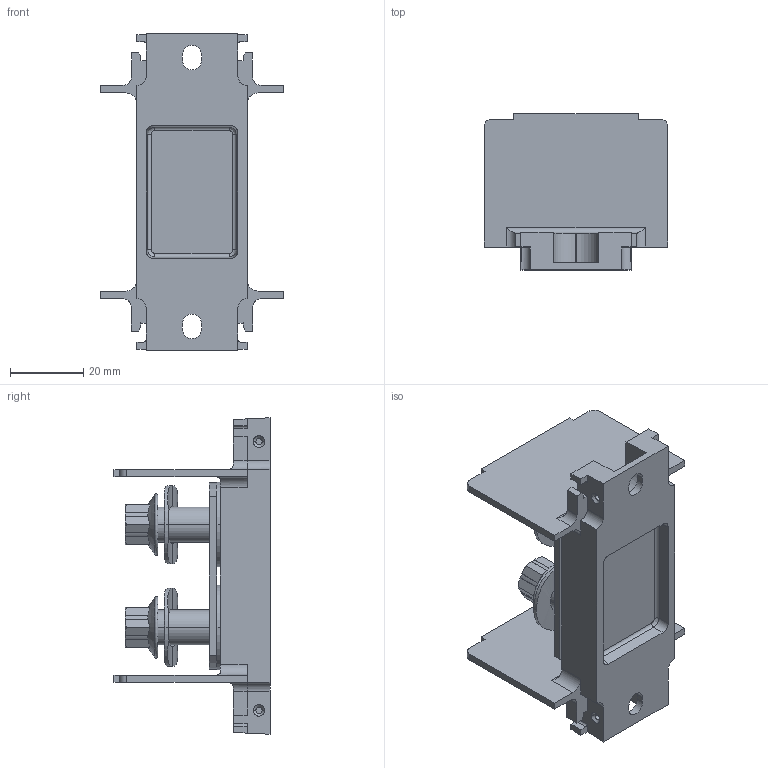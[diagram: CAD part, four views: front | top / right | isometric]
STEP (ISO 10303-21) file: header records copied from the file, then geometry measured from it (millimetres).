
FILE_DESCRIPTION((''),'2;1');
FILE_NAME('32409028002','2020-07-02T',('presta_be4'),(''),'CREO PARAMETRIC BY PTC INC, 2018360','CREO PARAMETRIC BY PTC INC, 2018360','');
FILE_SCHEMA(('CONFIG_CONTROL_DESIGN'));
Length unit declared in the file: millimetre
Products named in the file (1): 32409028002
Bounding box: 50 x 42.5 x 86.2 mm (x, y, z)
Volume: 39868.4 mm3; surface area: 22080.5 mm2
Topology: 3 solids, 3 shells, 309 faces, 836 edges, 540 vertices
Faces by surface type: plane 159, cylinder 98, cone 32, torus 12, bspline 8
Entity records: 11220 total; most frequent: CARTESIAN_POINT 3605, ORIENTED_EDGE 1656, DIRECTION 1460, EDGE_CURVE 828, VERTEX_POINT 540, AXIS2_PLACEMENT_3D 489, VECTOR 482, LINE 482
